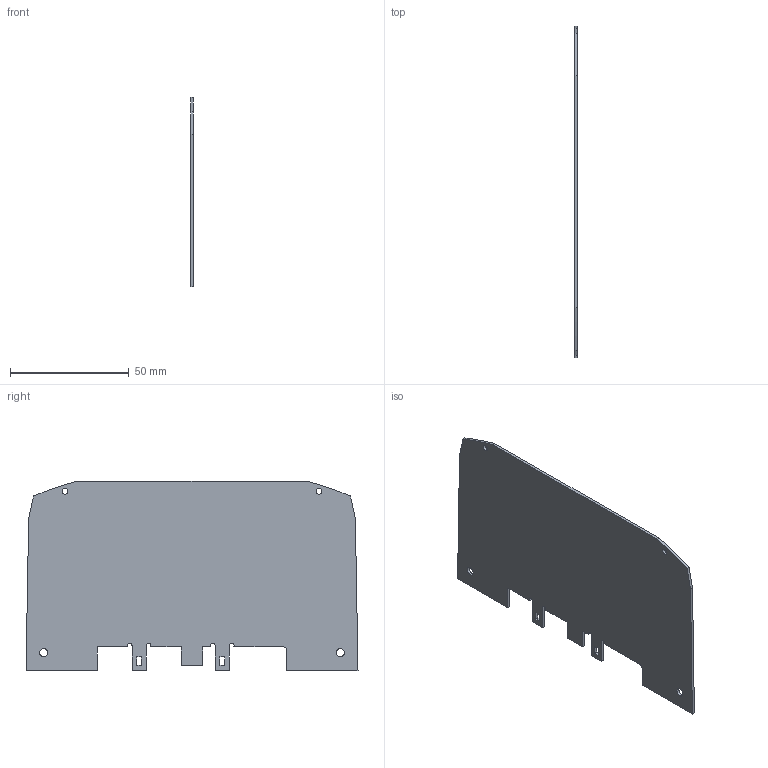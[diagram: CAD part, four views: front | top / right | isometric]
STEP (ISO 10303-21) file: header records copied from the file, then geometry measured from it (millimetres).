
FILE_DESCRIPTION(/* description */ (''),/* implementation_level */ '2;1');
FILE_NAME(/* name */ '3NX2050_000154054_v.stp',/* time_stamp */ '2024-10-21T14:39:47+02:00',/* author */ (''),/* organization */ (''),/* preprocessor_version */ 'ST-DEVELOPER v18.101',/* originating_system */ 'SIEMENS PLM Software NX 2007',/* authorisation */ '');
FILE_SCHEMA (('AUTOMOTIVE_DESIGN { 1 0 10303 214 3 1 1 1 }'));
Length unit declared in the file: millimetre
Products named in the file (1): 3NX2050_000154054_v
Bounding box: 1.2 x 140 x 79.7 mm (x, y, z)
Volume: 12292.9 mm3; surface area: 21168.9 mm2
Topology: 1 solids, 1 shells, 43 faces, 123 edges, 82 vertices
Faces by surface type: plane 32, cylinder 11
Full cylindrical faces by diameter (mm): 2.5 x2, 3.5 x2
Entity records: 1729 total; most frequent: CARTESIAN_POINT 245, ORIENTED_EDGE 238, DIRECTION 229, EDGE_CURVE 119, LINE 97, VECTOR 97, VERTEX_POINT 82, AXIS2_PLACEMENT_3D 66
